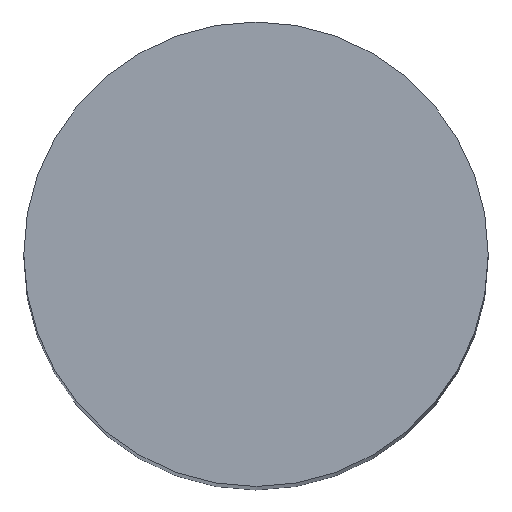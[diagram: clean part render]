
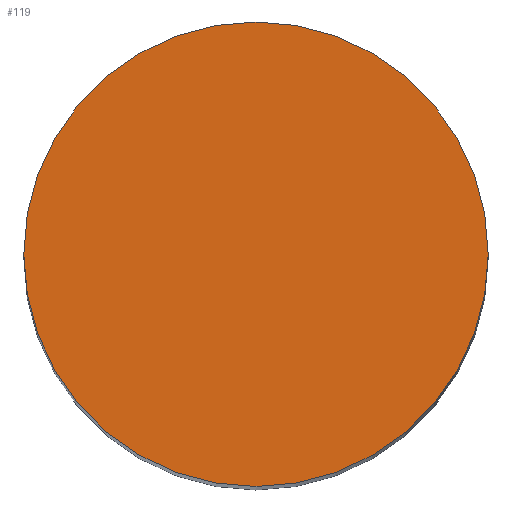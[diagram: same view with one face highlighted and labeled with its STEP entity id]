
A CAD part, top view. The second image highlights one B-rep face of the part: STEP entity #119.
In plain terms, the highlighted planar face has unit normal (0, 0, 1).
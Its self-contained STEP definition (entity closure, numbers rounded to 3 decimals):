
#8 = EDGE_CURVE ( 'NONE', #60, #42, #132, .T. ) ;
#10 = CARTESIAN_POINT ( 'NONE',  ( 0., 20.7, 30. ) ) ;
#21 = AXIS2_PLACEMENT_3D ( 'NONE', #81, #129, #100 ) ;
#28 = DIRECTION ( 'NONE',  ( 0., 0., 1. ) ) ;
#31 = ORIENTED_EDGE ( 'NONE', *, *, #8, .T. ) ;
#42 = VERTEX_POINT ( 'NONE', #114 ) ;
#43 = AXIS2_PLACEMENT_3D ( 'NONE', #10, #28, #103 ) ;
#46 = AXIS2_PLACEMENT_3D ( 'NONE', #87, #102, #120 ) ;
#57 = CIRCLE ( 'NONE', #21, 3.5 ) ;
#59 = ORIENTED_EDGE ( 'NONE', *, *, #78, .T. ) ;
#60 = VERTEX_POINT ( 'NONE', #115 ) ;
#76 = EDGE_LOOP ( 'NONE', ( #59, #31 ) ) ;
#78 = EDGE_CURVE ( 'NONE', #42, #60, #57, .T. ) ;
#81 = CARTESIAN_POINT ( 'NONE',  ( 0., 20.7, 30. ) ) ;
#86 = FACE_OUTER_BOUND ( 'NONE', #76, .T. ) ;
#87 = CARTESIAN_POINT ( 'NONE',  ( 0., 20.7, 30. ) ) ;
#100 = DIRECTION ( 'NONE',  ( 1., 0., 0. ) ) ;
#102 = DIRECTION ( 'NONE',  ( 0., 0., 1. ) ) ;
#103 = DIRECTION ( 'NONE',  ( 1., 0., 0. ) ) ;
#106 = PLANE ( 'NONE',  #43 ) ;
#114 = CARTESIAN_POINT ( 'NONE',  ( -3.5, 20.7, 30. ) ) ;
#115 = CARTESIAN_POINT ( 'NONE',  ( 3.5, 20.7, 30. ) ) ;
#119 = ADVANCED_FACE ( 'NONE', ( #86 ), #106, .T. ) ;
#120 = DIRECTION ( 'NONE',  ( 1., 0., 0. ) ) ;
#129 = DIRECTION ( 'NONE',  ( 0., 0., 1. ) ) ;
#132 = CIRCLE ( 'NONE', #46, 3.5 ) ;
